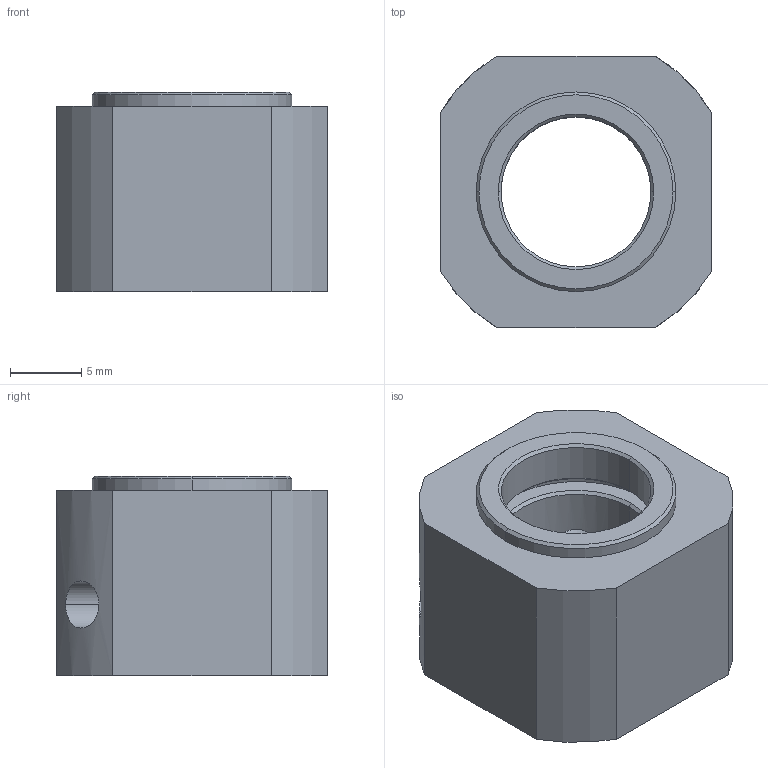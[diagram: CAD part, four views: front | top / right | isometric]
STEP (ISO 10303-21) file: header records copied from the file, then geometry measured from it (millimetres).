
FILE_DESCRIPTION (( 'STEP AP203' ), '1' );
FILE_NAME ('M12蹟譫.STEP', '2022-09-13T08:54:05', ( '' ), ( '' ), 'SwSTEP 2.0', 'SolidWorks 2016', '' );
FILE_SCHEMA (( 'CONFIG_CONTROL_DESIGN' ));
Length unit declared in the file: millimetre
Products named in the file (1): M12蹟譫
Bounding box: 19 x 19 x 14 mm (x, y, z)
Volume: 3149.7 mm3; surface area: 2039.5 mm2
Topology: 1 solids, 1 shells, 35 faces, 80 edges, 50 vertices
Faces by surface type: cylinder 16, cone 10, plane 9
Entity records: 1265 total; most frequent: CARTESIAN_POINT 370, DIRECTION 178, ORIENTED_EDGE 160, EDGE_CURVE 80, AXIS2_PLACEMENT_3D 70, VERTEX_POINT 50, EDGE_LOOP 44, VECTOR 38
